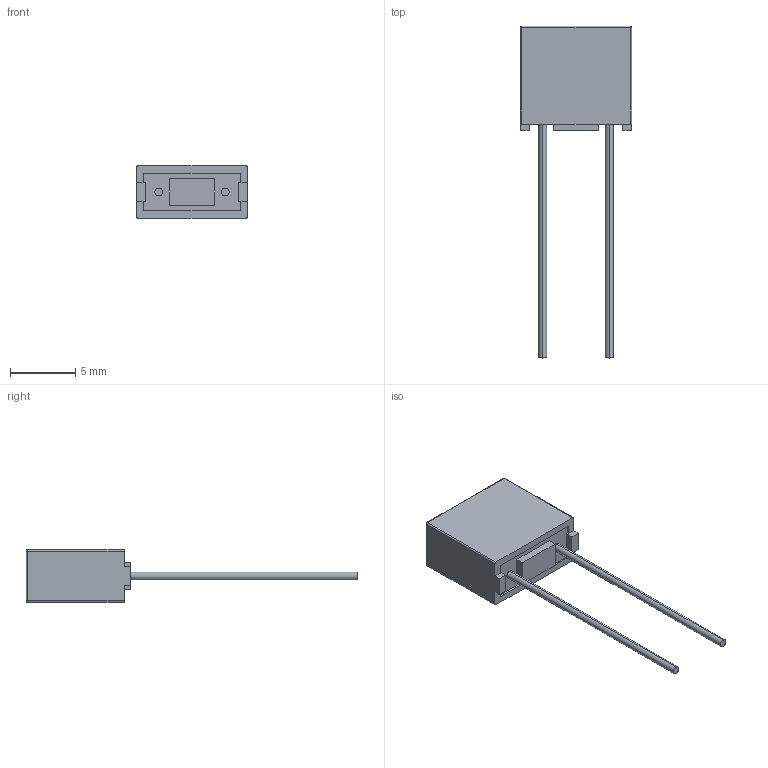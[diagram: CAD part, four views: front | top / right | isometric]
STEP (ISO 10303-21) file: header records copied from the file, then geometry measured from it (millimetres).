
FILE_DESCRIPTION (( 'STEP AP214' ), '1' );
FILE_NAME ('39211000000.STEP', '2023-04-04T19:48:46', ( '' ), ( '' ), 'SwSTEP 2.0', 'SolidWorks 2022', '' );
FILE_SCHEMA (( 'AUTOMOTIVE_DESIGN' ));
Length unit declared in the file: millimetre
Products named in the file (1): 39211000000
Bounding box: 8.5 x 25.38 x 4 mm (x, y, z)
Volume: 267.8 mm3; surface area: 334.8 mm2
Topology: 1 solids, 1 shells, 45 faces, 112 edges, 68 vertices
Faces by surface type: plane 29, cylinder 12, sphere 4
Entity records: 1599 total; most frequent: DIRECTION 224, CARTESIAN_POINT 222, ORIENTED_EDGE 216, EDGE_CURVE 108, LINE 84, VECTOR 84, AXIS2_PLACEMENT_3D 70, VERTEX_POINT 68
